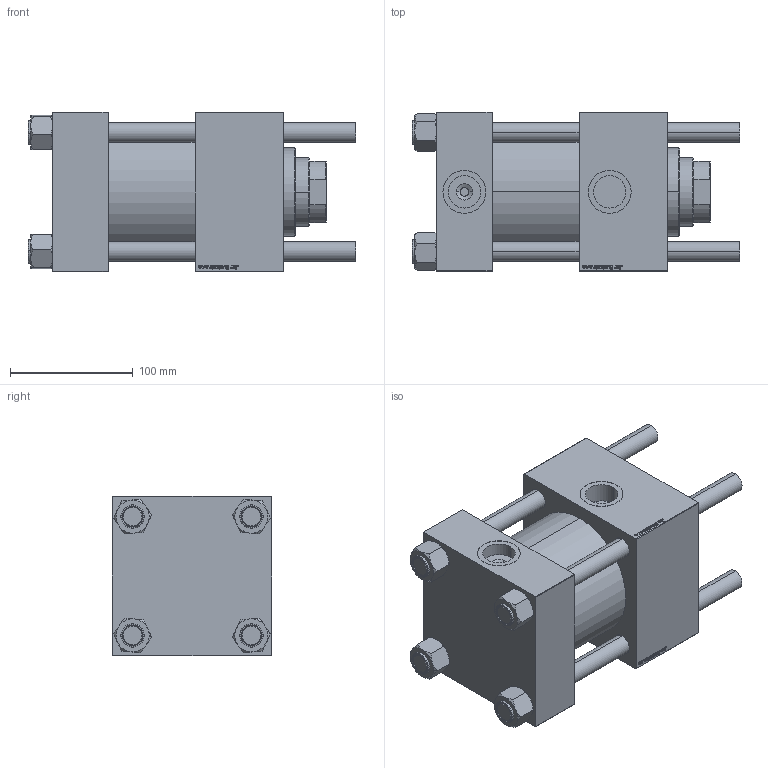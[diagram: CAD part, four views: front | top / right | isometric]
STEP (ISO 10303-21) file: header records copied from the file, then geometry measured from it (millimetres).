
FILE_DESCRIPTION (( 'STEP AP203' ), '1' );
FILE_NAME ('77e2.STEP', '2022-04-14T11:09:03', ( '' ), ( '' ), 'SwSTEP 2.0', 'SolidWorks 2019', '' );
FILE_SCHEMA (( 'CONFIG_CONTROL_DESIGN' ));
Length unit declared in the file: millimetre
Products named in the file (6): NUT_M5_B 0e3943d73fe583709902d76c7ceb28cf; V215_VC_A 0e3943d73fe583709902d76c7ceb28cf; 77e2; V215CR_B_TYCINKA 0e3943d73fe583709902d76c7ceb28cf; V215CR_B-1 0e3943d73fe583709902d76c7ceb28cf; V215CR_VCP_B 0e3943d73fe583709902d76c7ceb28cf
Assembly tree (11 placements, depth 2):
  77e2
    V215CR_B-1 0e3943d73fe583709902d76c7ceb28cf
    V215CR_VCP_B 0e3943d73fe583709902d76c7ceb28cf
    NUT_M5_B 0e3943d73fe583709902d76c7ceb28cf  x4
    V215CR_B_TYCINKA 0e3943d73fe583709902d76c7ceb28cf  x4
    V215_VC_A 0e3943d73fe583709902d76c7ceb28cf
Bounding box: 267 x 130 x 130 mm (x, y, z)
Volume: 2554720.9 mm3; surface area: 360576.8 mm2
Topology: 11 solids, 11 shells, 1212 faces, 3102 edges, 2021 vertices
Faces by surface type: bspline 504, plane 482, cone 136, cylinder 82, torus 8
Entity records: 57418 total; most frequent: CARTESIAN_POINT 34144, ORIENTED_EDGE 5468, DIRECTION 3030, EDGE_CURVE 2734, VERTEX_POINT 1799, VECTOR 1468, LINE 1468, EDGE_LOOP 1181
